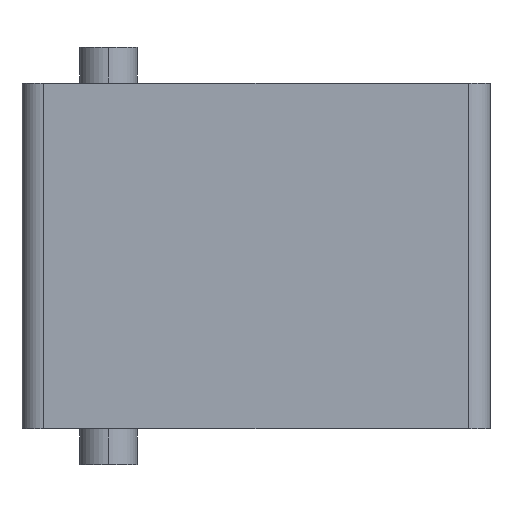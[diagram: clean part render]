
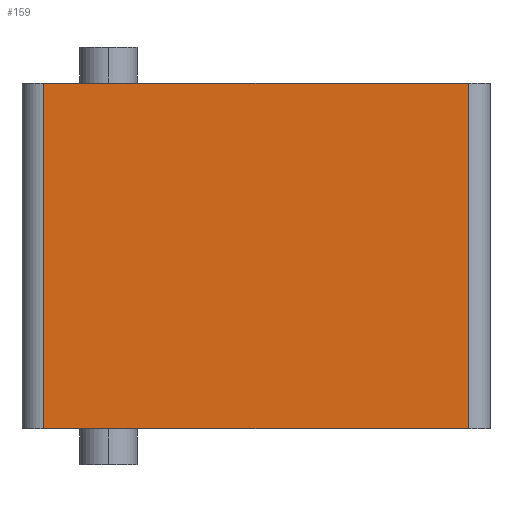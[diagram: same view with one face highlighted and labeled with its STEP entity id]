
A CAD part, top view. The second image highlights one B-rep face of the part: STEP entity #159.
In plain terms, the highlighted planar face has unit normal (0, 0, 1).
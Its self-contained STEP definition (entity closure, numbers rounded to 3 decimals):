
#33 = LINE ( 'NONE', #484, #154 ) ;
#34 = VERTEX_POINT ( 'NONE', #586 ) ;
#42 = CARTESIAN_POINT ( 'NONE',  ( -29.5, 48., 15. ) ) ;
#58 = CARTESIAN_POINT ( 'NONE',  ( -29.5, 48., 15. ) ) ;
#94 = ORIENTED_EDGE ( 'NONE', *, *, #711, .T. ) ;
#100 = LINE ( 'NONE', #42, #501 ) ;
#111 = DIRECTION ( 'NONE',  ( 0., -1., 0. ) ) ;
#117 = LINE ( 'NONE', #58, #332 ) ;
#133 = EDGE_CURVE ( 'NONE', #675, #34, #33, .T. ) ;
#154 = VECTOR ( 'NONE', #111, 1000. ) ;
#159 = ADVANCED_FACE ( 'NONE', ( #410 ), #674, .F. ) ;
#166 = DIRECTION ( 'NONE',  ( 0., -1., 0. ) ) ;
#229 = ORIENTED_EDGE ( 'NONE', *, *, #133, .F. ) ;
#332 = VECTOR ( 'NONE', #831, 1000. ) ;
#337 = ORIENTED_EDGE ( 'NONE', *, *, #617, .T. ) ;
#370 = EDGE_CURVE ( 'NONE', #705, #675, #117, .T. ) ;
#371 = ORIENTED_EDGE ( 'NONE', *, *, #370, .F. ) ;
#401 = VERTEX_POINT ( 'NONE', #520 ) ;
#410 = FACE_OUTER_BOUND ( 'NONE', #495, .T. ) ;
#421 = AXIS2_PLACEMENT_3D ( 'NONE', #748, #742, #745 ) ;
#422 = VECTOR ( 'NONE', #760, 1000. ) ;
#423 = CARTESIAN_POINT ( 'NONE',  ( 29.5, 48., 15. ) ) ;
#430 = CARTESIAN_POINT ( 'NONE',  ( -29.5, 48., 15. ) ) ;
#484 = CARTESIAN_POINT ( 'NONE',  ( 29.5, 48., 15. ) ) ;
#495 = EDGE_LOOP ( 'NONE', ( #94, #229, #371, #337 ) ) ;
#496 = CARTESIAN_POINT ( 'NONE',  ( -29.5, 0., 15. ) ) ;
#501 = VECTOR ( 'NONE', #166, 1000. ) ;
#520 = CARTESIAN_POINT ( 'NONE',  ( -29.5, 0., 15. ) ) ;
#586 = CARTESIAN_POINT ( 'NONE',  ( 29.5, 0., 15. ) ) ;
#617 = EDGE_CURVE ( 'NONE', #705, #401, #100, .T. ) ;
#674 = PLANE ( 'NONE',  #421 ) ;
#675 = VERTEX_POINT ( 'NONE', #423 ) ;
#705 = VERTEX_POINT ( 'NONE', #430 ) ;
#711 = EDGE_CURVE ( 'NONE', #401, #34, #765, .T. ) ;
#742 = DIRECTION ( 'NONE',  ( 0., 0., -1. ) ) ;
#745 = DIRECTION ( 'NONE',  ( -1., 0., 0. ) ) ;
#748 = CARTESIAN_POINT ( 'NONE',  ( -29.5, 48., 15. ) ) ;
#760 = DIRECTION ( 'NONE',  ( 1., 0., 0. ) ) ;
#765 = LINE ( 'NONE', #496, #422 ) ;
#831 = DIRECTION ( 'NONE',  ( 1., 0., 0. ) ) ;
